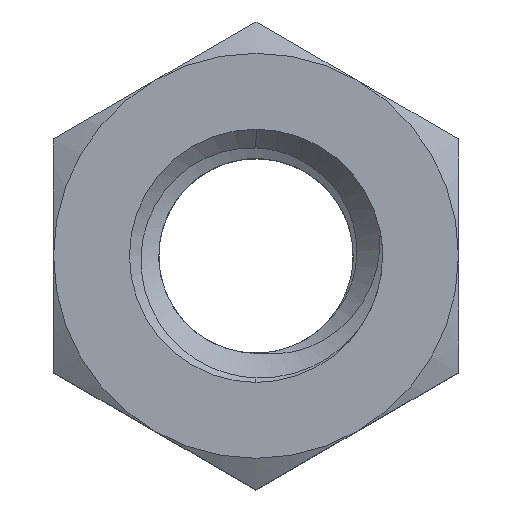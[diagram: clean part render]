
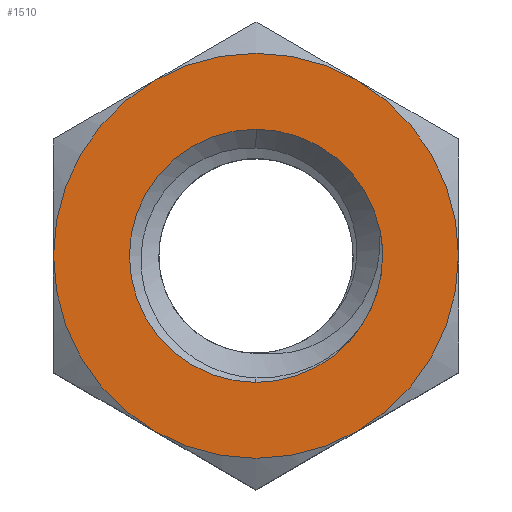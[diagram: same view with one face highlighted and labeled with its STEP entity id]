
A CAD part, top view. The second image highlights one B-rep face of the part: STEP entity #1510.
In plain terms, the highlighted planar face has unit normal (0, 0, 1).
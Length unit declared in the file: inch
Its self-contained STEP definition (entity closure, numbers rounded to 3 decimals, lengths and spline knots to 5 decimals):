
#30 = CARTESIAN_POINT ( 'NONE',  ( 0.125, 0.21651, 0.13281 ) ) ;
#45 = CIRCLE ( 'NONE', #1258, 0.15625 ) ;
#47 = CIRCLE ( 'NONE', #623, 0.15625 ) ;
#63 = DIRECTION ( 'NONE',  ( 0., 0., 1. ) ) ;
#90 = EDGE_CURVE ( 'NONE', #1579, #2056, #632, .T. ) ;
#155 = DIRECTION ( 'NONE',  ( 1., 0., 0. ) ) ;
#177 = DIRECTION ( 'NONE',  ( 1., 0., 0. ) ) ;
#212 = ORIENTED_EDGE ( 'NONE', *, *, #1367, .T. ) ;
#214 = DIRECTION ( 'NONE',  ( 0., 0., 1. ) ) ;
#224 = EDGE_CURVE ( 'NONE', #1666, #1709, #905, .T. ) ;
#240 = EDGE_CURVE ( 'NONE', #1196, #567, #47, .T. ) ;
#258 = CARTESIAN_POINT ( 'NONE',  ( 0.125, -0.21651, 0.13281 ) ) ;
#285 = DIRECTION ( 'NONE',  ( 1., 0., 0. ) ) ;
#297 = CARTESIAN_POINT ( 'NONE',  ( 0., 0., 0.13281 ) ) ;
#300 = CARTESIAN_POINT ( 'NONE',  ( 0., 0., 0.13281 ) ) ;
#312 = AXIS2_PLACEMENT_3D ( 'NONE', #1255, #1776, #965 ) ;
#338 = VERTEX_POINT ( 'NONE', #1138 ) ;
#349 = ORIENTED_EDGE ( 'NONE', *, *, #793, .T. ) ;
#387 = CARTESIAN_POINT ( 'NONE',  ( -0.25, 0.14434, 0.13281 ) ) ;
#443 = AXIS2_PLACEMENT_3D ( 'NONE', #387, #907, #559 ) ;
#470 = CARTESIAN_POINT ( 'NONE',  ( 0., 0., 0.13281 ) ) ;
#550 = CARTESIAN_POINT ( 'NONE',  ( 0., 0., 0.13281 ) ) ;
#552 = PLANE ( 'NONE',  #443 ) ;
#559 = DIRECTION ( 'NONE',  ( 1., 0., 0. ) ) ;
#565 = DIRECTION ( 'NONE',  ( 0., 0., 1. ) ) ;
#567 = VERTEX_POINT ( 'NONE', #1681 ) ;
#623 = AXIS2_PLACEMENT_3D ( 'NONE', #2153, #63, #1793 ) ;
#631 = DIRECTION ( 'NONE',  ( 0., 0., 1. ) ) ;
#632 = CIRCLE ( 'NONE', #1742, 0.25 ) ;
#650 = CARTESIAN_POINT ( 'NONE',  ( 0., 0., 0.13281 ) ) ;
#704 = ORIENTED_EDGE ( 'NONE', *, *, #240, .F. ) ;
#714 = AXIS2_PLACEMENT_3D ( 'NONE', #1791, #565, #912 ) ;
#735 = CIRCLE ( 'NONE', #1139, 0.25 ) ;
#760 = CIRCLE ( 'NONE', #763, 0.15625 ) ;
#763 = AXIS2_PLACEMENT_3D ( 'NONE', #550, #1608, #177 ) ;
#793 = EDGE_CURVE ( 'NONE', #1274, #1409, #2064, .T. ) ;
#814 = ORIENTED_EDGE ( 'NONE', *, *, #224, .F. ) ;
#825 = CARTESIAN_POINT ( 'NONE',  ( -0.25, 0., 0.13281 ) ) ;
#831 = AXIS2_PLACEMENT_3D ( 'NONE', #1942, #2113, #1077 ) ;
#884 = CARTESIAN_POINT ( 'NONE',  ( -0.125, -0.21651, 0.13281 ) ) ;
#901 = CARTESIAN_POINT ( 'NONE',  ( 0., 0., 0.13281 ) ) ;
#905 = CIRCLE ( 'NONE', #312, 0.15625 ) ;
#907 = DIRECTION ( 'NONE',  ( 0., 0., 1. ) ) ;
#910 = AXIS2_PLACEMENT_3D ( 'NONE', #297, #1193, #2221 ) ;
#912 = DIRECTION ( 'NONE',  ( 1., 0., 0. ) ) ;
#922 = VERTEX_POINT ( 'NONE', #1318 ) ;
#955 = ORIENTED_EDGE ( 'NONE', *, *, #1496, .F. ) ;
#956 = AXIS2_PLACEMENT_3D ( 'NONE', #650, #1011, #1865 ) ;
#965 = DIRECTION ( 'NONE',  ( 1., 0., 0. ) ) ;
#980 = ORIENTED_EDGE ( 'NONE', *, *, #2003, .F. ) ;
#1011 = DIRECTION ( 'NONE',  ( 0., 0., 1. ) ) ;
#1025 = ORIENTED_EDGE ( 'NONE', *, *, #1325, .F. ) ;
#1058 = CARTESIAN_POINT ( 'NONE',  ( 0., 0.15625, 0.13281 ) ) ;
#1077 = DIRECTION ( 'NONE',  ( 1., 0., 0. ) ) ;
#1102 = EDGE_CURVE ( 'NONE', #1505, #1274, #735, .T. ) ;
#1117 = CARTESIAN_POINT ( 'NONE',  ( 0.15625, 0., 0.13281 ) ) ;
#1133 = CARTESIAN_POINT ( 'NONE',  ( -0.125, 0.21651, 0.13281 ) ) ;
#1138 = CARTESIAN_POINT ( 'NONE',  ( 0.13025, -0.08631, 0.13281 ) ) ;
#1139 = AXIS2_PLACEMENT_3D ( 'NONE', #1968, #214, #1435 ) ;
#1190 = ORIENTED_EDGE ( 'NONE', *, *, #1527, .T. ) ;
#1193 = DIRECTION ( 'NONE',  ( 0., 0., 1. ) ) ;
#1196 = VERTEX_POINT ( 'NONE', #1117 ) ;
#1255 = CARTESIAN_POINT ( 'NONE',  ( 0., 0., 0.13281 ) ) ;
#1258 = AXIS2_PLACEMENT_3D ( 'NONE', #470, #2216, #285 ) ;
#1274 = VERTEX_POINT ( 'NONE', #1133 ) ;
#1318 = CARTESIAN_POINT ( 'NONE',  ( 0.25, 0., 0.13281 ) ) ;
#1325 = EDGE_CURVE ( 'NONE', #567, #1666, #45, .T. ) ;
#1335 = CIRCLE ( 'NONE', #956, 0.25 ) ;
#1357 = ORIENTED_EDGE ( 'NONE', *, *, #1438, .T. ) ;
#1362 = FACE_OUTER_BOUND ( 'NONE', #1951, .T. ) ;
#1367 = EDGE_CURVE ( 'NONE', #2056, #922, #1503, .T. ) ;
#1389 = CIRCLE ( 'NONE', #831, 0.15625 ) ;
#1409 = VERTEX_POINT ( 'NONE', #825 ) ;
#1435 = DIRECTION ( 'NONE',  ( 1., 0., 0. ) ) ;
#1438 = EDGE_CURVE ( 'NONE', #1409, #1579, #1604, .T. ) ;
#1496 = EDGE_CURVE ( 'NONE', #338, #1196, #1389, .T. ) ;
#1499 = DIRECTION ( 'NONE',  ( 1., 0., 0. ) ) ;
#1503 = CIRCLE ( 'NONE', #1954, 0.25 ) ;
#1505 = VERTEX_POINT ( 'NONE', #30 ) ;
#1510 = ADVANCED_FACE ( 'NONE', ( #2091, #1362 ), #552, .T. ) ;
#1527 = EDGE_CURVE ( 'NONE', #922, #1505, #1335, .T. ) ;
#1558 = EDGE_LOOP ( 'NONE', ( #1025, #704, #955, #980, #814 ) ) ;
#1579 = VERTEX_POINT ( 'NONE', #884 ) ;
#1604 = CIRCLE ( 'NONE', #714, 0.25 ) ;
#1608 = DIRECTION ( 'NONE',  ( 0., 0., 1. ) ) ;
#1666 = VERTEX_POINT ( 'NONE', #1058 ) ;
#1681 = CARTESIAN_POINT ( 'NONE',  ( 0.15313, 0.03107, 0.13281 ) ) ;
#1709 = VERTEX_POINT ( 'NONE', #1794 ) ;
#1742 = AXIS2_PLACEMENT_3D ( 'NONE', #901, #1937, #155 ) ;
#1776 = DIRECTION ( 'NONE',  ( 0., 0., 1. ) ) ;
#1791 = CARTESIAN_POINT ( 'NONE',  ( 0., 0., 0.13281 ) ) ;
#1793 = DIRECTION ( 'NONE',  ( 1., 0., 0. ) ) ;
#1794 = CARTESIAN_POINT ( 'NONE',  ( 0., -0.15625, 0.13281 ) ) ;
#1817 = ORIENTED_EDGE ( 'NONE', *, *, #90, .T. ) ;
#1865 = DIRECTION ( 'NONE',  ( 1., 0., 0. ) ) ;
#1937 = DIRECTION ( 'NONE',  ( 0., 0., 1. ) ) ;
#1942 = CARTESIAN_POINT ( 'NONE',  ( 0., 0., 0.13281 ) ) ;
#1951 = EDGE_LOOP ( 'NONE', ( #212, #1190, #2038, #349, #1357, #1817 ) ) ;
#1954 = AXIS2_PLACEMENT_3D ( 'NONE', #300, #631, #1499 ) ;
#1968 = CARTESIAN_POINT ( 'NONE',  ( 0., 0., 0.13281 ) ) ;
#2003 = EDGE_CURVE ( 'NONE', #1709, #338, #760, .T. ) ;
#2038 = ORIENTED_EDGE ( 'NONE', *, *, #1102, .T. ) ;
#2056 = VERTEX_POINT ( 'NONE', #258 ) ;
#2064 = CIRCLE ( 'NONE', #910, 0.25 ) ;
#2091 = FACE_BOUND ( 'NONE', #1558, .T. ) ;
#2113 = DIRECTION ( 'NONE',  ( 0., 0., 1. ) ) ;
#2153 = CARTESIAN_POINT ( 'NONE',  ( 0., 0., 0.13281 ) ) ;
#2216 = DIRECTION ( 'NONE',  ( 0., 0., 1. ) ) ;
#2221 = DIRECTION ( 'NONE',  ( 1., 0., 0. ) ) ;
